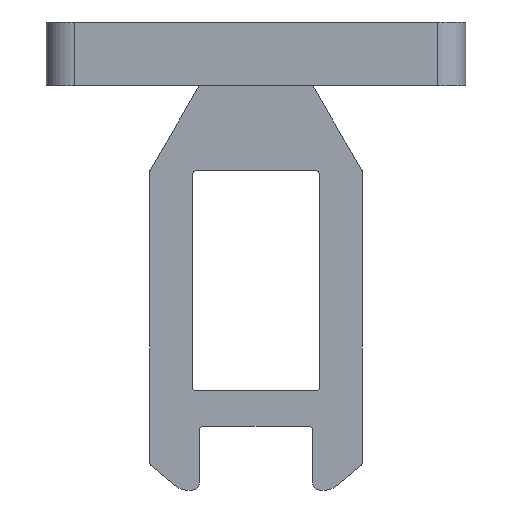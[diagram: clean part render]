
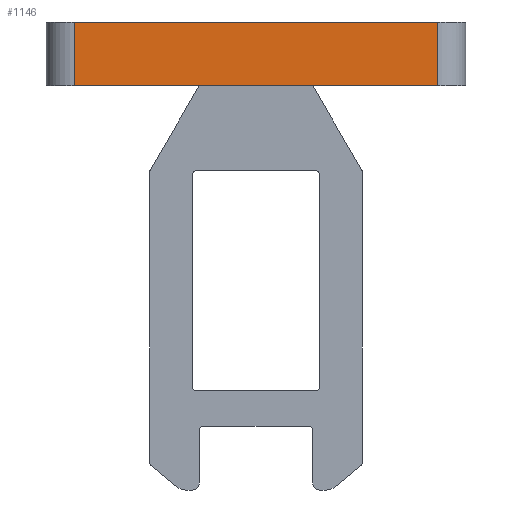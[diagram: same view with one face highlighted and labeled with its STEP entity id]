
A CAD part, front view. The second image highlights one B-rep face of the part: STEP entity #1146.
In plain terms, the highlighted face is planar.
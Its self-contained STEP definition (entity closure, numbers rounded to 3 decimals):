
#299 = VECTOR ( 'NONE', #3461, 1000. ) ;
#311 = VECTOR ( 'NONE', #3506, 1000. ) ;
#312 = VECTOR ( 'NONE', #3509, 1000. ) ;
#313 = VECTOR ( 'NONE', #3512, 1000. ) ;
#509 = FACE_OUTER_BOUND ( 'NONE', #2817, .T. ) ;
#512 = AXIS2_PLACEMENT_3D ( 'NONE', #1897, #1898, #1899 ) ;
#967 = EDGE_CURVE ( 'NONE', #1370, #1369, #3459, .T. ) ;
#982 = EDGE_CURVE ( 'NONE', #1370, #1364, #3504, .T. ) ;
#983 = EDGE_CURVE ( 'NONE', #1363, #1364, #3507, .T. ) ;
#984 = EDGE_CURVE ( 'NONE', #1363, #1369, #3510, .T. ) ;
#1146 = ADVANCED_FACE ( 'NONE', ( #509 ), #1896, .F. ) ;
#1363 = VERTEX_POINT ( 'NONE', #2390 ) ;
#1364 = VERTEX_POINT ( 'NONE', #2391 ) ;
#1369 = VERTEX_POINT ( 'NONE', #2396 ) ;
#1370 = VERTEX_POINT ( 'NONE', #2397 ) ;
#1651 = ORIENTED_EDGE ( 'NONE', *, *, #984, .T. ) ;
#1652 = ORIENTED_EDGE ( 'NONE', *, *, #982, .T. ) ;
#1653 = ORIENTED_EDGE ( 'NONE', *, *, #967, .F. ) ;
#1654 = ORIENTED_EDGE ( 'NONE', *, *, #983, .F. ) ;
#1896 = PLANE ( 'NONE',  #512 ) ;
#1897 = CARTESIAN_POINT ( 'NONE',  ( -12.8, 5.5, 2.5 ) ) ;
#1898 = DIRECTION ( 'NONE',  ( 0., -1., 0. ) ) ;
#1899 = DIRECTION ( 'NONE',  ( 0., 0., -1. ) ) ;
#2390 = CARTESIAN_POINT ( 'NONE',  ( 12.8, 5.5, 2.5 ) ) ;
#2391 = CARTESIAN_POINT ( 'NONE',  ( -12.8, 5.5, 2.5 ) ) ;
#2396 = CARTESIAN_POINT ( 'NONE',  ( 12.8, 5.5, -2. ) ) ;
#2397 = CARTESIAN_POINT ( 'NONE',  ( -12.8, 5.5, -2. ) ) ;
#2817 = EDGE_LOOP ( 'NONE', ( #1653, #1652, #1654, #1651 ) ) ;
#3459 = LINE ( 'NONE', #3460, #299 ) ;
#3460 = CARTESIAN_POINT ( 'NONE',  ( 0., 5.5, -2. ) ) ;
#3461 = DIRECTION ( 'NONE',  ( 1., 0., 0. ) ) ;
#3504 = LINE ( 'NONE', #3505, #311 ) ;
#3505 = CARTESIAN_POINT ( 'NONE',  ( -12.8, 5.5, 0.25 ) ) ;
#3506 = DIRECTION ( 'NONE',  ( 0., 0., 1. ) ) ;
#3507 = LINE ( 'NONE', #3508, #312 ) ;
#3508 = CARTESIAN_POINT ( 'NONE',  ( 0., 5.5, 2.5 ) ) ;
#3509 = DIRECTION ( 'NONE',  ( -1., 0., 0. ) ) ;
#3510 = LINE ( 'NONE', #3511, #313 ) ;
#3511 = CARTESIAN_POINT ( 'NONE',  ( 12.8, 5.5, 0.25 ) ) ;
#3512 = DIRECTION ( 'NONE',  ( 0., 0., -1. ) ) ;
